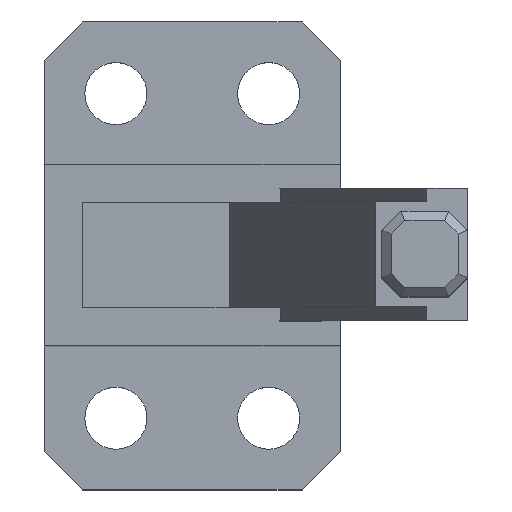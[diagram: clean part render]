
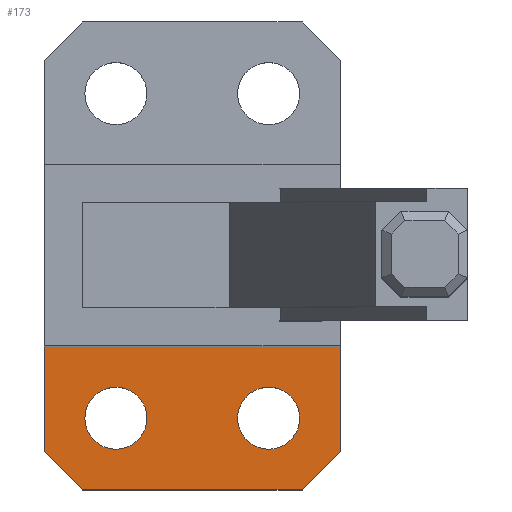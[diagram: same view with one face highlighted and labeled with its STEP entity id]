
A CAD part, top view. The second image highlights one B-rep face of the part: STEP entity #173.
In plain terms, the highlighted face is planar.
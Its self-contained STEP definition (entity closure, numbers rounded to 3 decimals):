
#63 = CARTESIAN_POINT ( 'NONE',  ( -8., 10., 13.75 ) ) ;
#170 = CIRCLE ( 'NONE', #1250, 3.25 ) ;
#173 = ADVANCED_FACE ( 'NONE', ( #372, #5385, #4089 ), #2978, .F. ) ;
#225 = ORIENTED_EDGE ( 'NONE', *, *, #3620, .F. ) ;
#236 = DIRECTION ( 'NONE',  ( 0., 0., -1. ) ) ;
#285 = VECTOR ( 'NONE', #2652, 1000. ) ;
#287 = LINE ( 'NONE', #1278, #3959 ) ;
#304 = DIRECTION ( 'NONE',  ( 0., 0., -1. ) ) ;
#372 = FACE_OUTER_BOUND ( 'NONE', #4873, .T. ) ;
#435 = DIRECTION ( 'NONE',  ( 0., 0., -1. ) ) ;
#530 = CIRCLE ( 'NONE', #1419, 3.25 ) ;
#701 = EDGE_CURVE ( 'NONE', #714, #1207, #2062, .T. ) ;
#714 = VERTEX_POINT ( 'NONE', #63 ) ;
#888 = VERTEX_POINT ( 'NONE', #1094 ) ;
#1094 = CARTESIAN_POINT ( 'NONE',  ( -11.5, 10., 24.5 ) ) ;
#1102 = ORIENTED_EDGE ( 'NONE', *, *, #2244, .F. ) ;
#1130 = ORIENTED_EDGE ( 'NONE', *, *, #5381, .F. ) ;
#1207 = VERTEX_POINT ( 'NONE', #3439 ) ;
#1250 = AXIS2_PLACEMENT_3D ( 'NONE', #4944, #2037, #304 ) ;
#1278 = CARTESIAN_POINT ( 'NONE',  ( 15.5, 10., 24.5 ) ) ;
#1288 = CARTESIAN_POINT ( 'NONE',  ( 15.5, 10., 8. ) ) ;
#1348 = DIRECTION ( 'NONE',  ( 0., 1., 0. ) ) ;
#1356 = ORIENTED_EDGE ( 'NONE', *, *, #1650, .F. ) ;
#1374 = CARTESIAN_POINT ( 'NONE',  ( 8., 10., 20.25 ) ) ;
#1413 = EDGE_LOOP ( 'NONE', ( #1102, #4195 ) ) ;
#1419 = AXIS2_PLACEMENT_3D ( 'NONE', #2208, #1348, #5190 ) ;
#1457 = AXIS2_PLACEMENT_3D ( 'NONE', #2159, #3426, #435 ) ;
#1533 = EDGE_CURVE ( 'NONE', #4154, #1793, #2354, .T. ) ;
#1650 = EDGE_CURVE ( 'NONE', #1970, #2027, #4308, .T. ) ;
#1774 = CARTESIAN_POINT ( 'NONE',  ( -15.5, 10., 20.5 ) ) ;
#1793 = VERTEX_POINT ( 'NONE', #4006 ) ;
#1798 = CARTESIAN_POINT ( 'NONE',  ( 15.5, 10., 20.5 ) ) ;
#1970 = VERTEX_POINT ( 'NONE', #2769 ) ;
#2027 = VERTEX_POINT ( 'NONE', #4899 ) ;
#2037 = DIRECTION ( 'NONE',  ( 0., 1., 0. ) ) ;
#2062 = CIRCLE ( 'NONE', #1457, 3.25 ) ;
#2123 = DIRECTION ( 'NONE',  ( -0.707, 0., 0.707 ) ) ;
#2126 = ORIENTED_EDGE ( 'NONE', *, *, #4065, .F. ) ;
#2159 = CARTESIAN_POINT ( 'NONE',  ( -8., 10., 17. ) ) ;
#2208 = CARTESIAN_POINT ( 'NONE',  ( 8., 10., 17. ) ) ;
#2244 = EDGE_CURVE ( 'NONE', #1793, #4154, #530, .T. ) ;
#2312 = CARTESIAN_POINT ( 'NONE',  ( 8., 10., 17. ) ) ;
#2354 = CIRCLE ( 'NONE', #4895, 3.25 ) ;
#2452 = VECTOR ( 'NONE', #2905, 1000. ) ;
#2474 = ORIENTED_EDGE ( 'NONE', *, *, #3036, .F. ) ;
#2568 = VECTOR ( 'NONE', #3747, 1000. ) ;
#2591 = VERTEX_POINT ( 'NONE', #1798 ) ;
#2635 = CARTESIAN_POINT ( 'NONE',  ( 15.5, 10., 8. ) ) ;
#2652 = DIRECTION ( 'NONE',  ( 0., 0., -1. ) ) ;
#2663 = EDGE_CURVE ( 'NONE', #3146, #1970, #4792, .T. ) ;
#2769 = CARTESIAN_POINT ( 'NONE',  ( -15.5, 10., 8. ) ) ;
#2779 = VECTOR ( 'NONE', #4312, 1000. ) ;
#2782 = DIRECTION ( 'NONE',  ( 0., 1., 0. ) ) ;
#2905 = DIRECTION ( 'NONE',  ( -0.707, 0., -0.707 ) ) ;
#2931 = AXIS2_PLACEMENT_3D ( 'NONE', #1288, #3889, #3449 ) ;
#2978 = PLANE ( 'NONE',  #2931 ) ;
#3001 = EDGE_LOOP ( 'NONE', ( #5109, #225 ) ) ;
#3036 = EDGE_CURVE ( 'NONE', #888, #3146, #4523, .T. ) ;
#3145 = VECTOR ( 'NONE', #2123, 1000. ) ;
#3146 = VERTEX_POINT ( 'NONE', #1774 ) ;
#3199 = CARTESIAN_POINT ( 'NONE',  ( 11.5, 10., 24.5 ) ) ;
#3426 = DIRECTION ( 'NONE',  ( 0., 1., 0. ) ) ;
#3439 = CARTESIAN_POINT ( 'NONE',  ( -8., 10., 20.25 ) ) ;
#3449 = DIRECTION ( 'NONE',  ( 0., 0., -1. ) ) ;
#3546 = CARTESIAN_POINT ( 'NONE',  ( -15.5, 10., 8. ) ) ;
#3620 = EDGE_CURVE ( 'NONE', #1207, #714, #170, .T. ) ;
#3747 = DIRECTION ( 'NONE',  ( 0., 0., 1. ) ) ;
#3767 = ORIENTED_EDGE ( 'NONE', *, *, #3968, .F. ) ;
#3825 = LINE ( 'NONE', #3863, #3145 ) ;
#3834 = VERTEX_POINT ( 'NONE', #3199 ) ;
#3863 = CARTESIAN_POINT ( 'NONE',  ( 15.5, 10., 20.5 ) ) ;
#3889 = DIRECTION ( 'NONE',  ( 0., -1., 0. ) ) ;
#3959 = VECTOR ( 'NONE', #5412, 1000. ) ;
#3968 = EDGE_CURVE ( 'NONE', #2591, #3834, #3825, .T. ) ;
#4006 = CARTESIAN_POINT ( 'NONE',  ( 8., 10., 13.75 ) ) ;
#4065 = EDGE_CURVE ( 'NONE', #3834, #888, #287, .T. ) ;
#4089 = FACE_BOUND ( 'NONE', #1413, .T. ) ;
#4154 = VERTEX_POINT ( 'NONE', #1374 ) ;
#4195 = ORIENTED_EDGE ( 'NONE', *, *, #1533, .F. ) ;
#4308 = LINE ( 'NONE', #2635, #2779 ) ;
#4312 = DIRECTION ( 'NONE',  ( 1., 0., 0. ) ) ;
#4469 = ORIENTED_EDGE ( 'NONE', *, *, #2663, .F. ) ;
#4498 = LINE ( 'NONE', #4965, #2568 ) ;
#4523 = LINE ( 'NONE', #5038, #2452 ) ;
#4792 = LINE ( 'NONE', #3546, #285 ) ;
#4873 = EDGE_LOOP ( 'NONE', ( #3767, #1130, #1356, #4469, #2474, #2126 ) ) ;
#4895 = AXIS2_PLACEMENT_3D ( 'NONE', #2312, #2782, #236 ) ;
#4899 = CARTESIAN_POINT ( 'NONE',  ( 15.5, 10., 8. ) ) ;
#4944 = CARTESIAN_POINT ( 'NONE',  ( -8., 10., 17. ) ) ;
#4965 = CARTESIAN_POINT ( 'NONE',  ( 15.5, 10., 8. ) ) ;
#5038 = CARTESIAN_POINT ( 'NONE',  ( -11.5, 10., 24.5 ) ) ;
#5109 = ORIENTED_EDGE ( 'NONE', *, *, #701, .F. ) ;
#5190 = DIRECTION ( 'NONE',  ( 0., 0., -1. ) ) ;
#5381 = EDGE_CURVE ( 'NONE', #2027, #2591, #4498, .T. ) ;
#5385 = FACE_BOUND ( 'NONE', #3001, .T. ) ;
#5412 = DIRECTION ( 'NONE',  ( -1., 0., 0. ) ) ;
